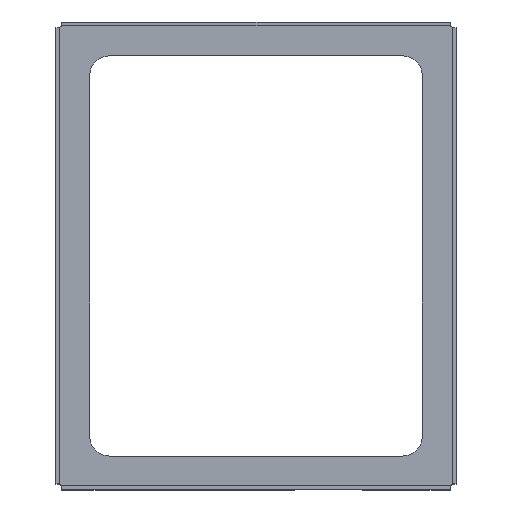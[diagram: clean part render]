
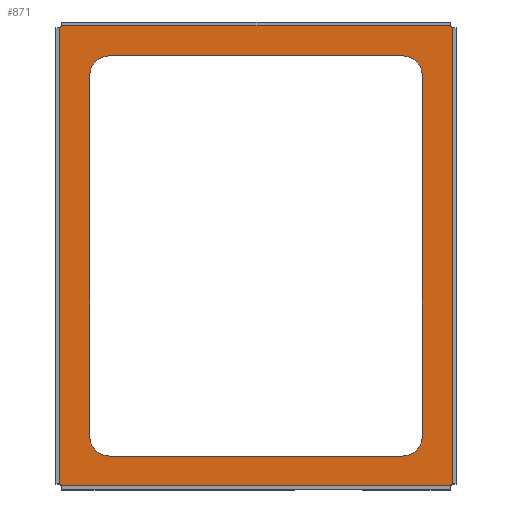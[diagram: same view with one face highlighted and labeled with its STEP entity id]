
A CAD part, top view. The second image highlights one B-rep face of the part: STEP entity #871.
In plain terms, the highlighted planar face has unit normal (0, 0, 1).
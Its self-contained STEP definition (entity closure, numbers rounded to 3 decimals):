
#51=FACE_BOUND('',#148,.T.);
#54=PLANE('',#986);
#97=FACE_OUTER_BOUND('',#147,.T.);
#147=EDGE_LOOP('',(#629,#630,#631,#632,#633,#634,#635,#636));
#148=EDGE_LOOP('',(#637,#638,#639,#640,#641,#642,#643,#644));
#199=LINE('',#1328,#303);
#202=LINE('',#1334,#306);
#203=LINE('',#1338,#307);
#204=LINE('',#1342,#308);
#205=LINE('',#1346,#309);
#206=LINE('',#1350,#310);
#207=LINE('',#1354,#311);
#208=LINE('',#1358,#312);
#303=VECTOR('',#1071,10.);
#306=VECTOR('',#1076,10.);
#307=VECTOR('',#1079,10.);
#308=VECTOR('',#1082,10.);
#309=VECTOR('',#1085,10.);
#310=VECTOR('',#1088,10.);
#311=VECTOR('',#1091,10.);
#312=VECTOR('',#1094,10.);
#405=CIRCLE('',#983,0.1);
#407=CIRCLE('',#987,0.1);
#408=CIRCLE('',#988,0.1);
#409=CIRCLE('',#989,0.1);
#410=CIRCLE('',#990,1.);
#411=CIRCLE('',#991,1.);
#412=CIRCLE('',#992,1.);
#413=CIRCLE('',#993,1.);
#421=VERTEX_POINT('',#1318);
#422=VERTEX_POINT('',#1319);
#425=VERTEX_POINT('',#1327);
#427=VERTEX_POINT('',#1333);
#428=VERTEX_POINT('',#1335);
#429=VERTEX_POINT('',#1337);
#430=VERTEX_POINT('',#1339);
#431=VERTEX_POINT('',#1341);
#432=VERTEX_POINT('',#1344);
#433=VERTEX_POINT('',#1345);
#434=VERTEX_POINT('',#1347);
#435=VERTEX_POINT('',#1349);
#436=VERTEX_POINT('',#1351);
#437=VERTEX_POINT('',#1353);
#438=VERTEX_POINT('',#1355);
#439=VERTEX_POINT('',#1357);
#501=EDGE_CURVE('',#421,#422,#405,.T.);
#505=EDGE_CURVE('',#425,#422,#199,.T.);
#508=EDGE_CURVE('',#421,#427,#202,.T.);
#509=EDGE_CURVE('',#428,#427,#407,.T.);
#510=EDGE_CURVE('',#428,#429,#203,.T.);
#511=EDGE_CURVE('',#430,#429,#408,.T.);
#512=EDGE_CURVE('',#430,#431,#204,.T.);
#513=EDGE_CURVE('',#425,#431,#409,.T.);
#514=EDGE_CURVE('',#432,#433,#205,.T.);
#515=EDGE_CURVE('',#434,#433,#410,.T.);
#516=EDGE_CURVE('',#434,#435,#206,.T.);
#517=EDGE_CURVE('',#436,#435,#411,.T.);
#518=EDGE_CURVE('',#436,#437,#207,.T.);
#519=EDGE_CURVE('',#438,#437,#412,.T.);
#520=EDGE_CURVE('',#438,#439,#208,.T.);
#521=EDGE_CURVE('',#432,#439,#413,.T.);
#629=ORIENTED_EDGE('',*,*,#501,.F.);
#630=ORIENTED_EDGE('',*,*,#508,.T.);
#631=ORIENTED_EDGE('',*,*,#509,.F.);
#632=ORIENTED_EDGE('',*,*,#510,.T.);
#633=ORIENTED_EDGE('',*,*,#511,.F.);
#634=ORIENTED_EDGE('',*,*,#512,.T.);
#635=ORIENTED_EDGE('',*,*,#513,.F.);
#636=ORIENTED_EDGE('',*,*,#505,.T.);
#637=ORIENTED_EDGE('',*,*,#514,.T.);
#638=ORIENTED_EDGE('',*,*,#515,.F.);
#639=ORIENTED_EDGE('',*,*,#516,.T.);
#640=ORIENTED_EDGE('',*,*,#517,.F.);
#641=ORIENTED_EDGE('',*,*,#518,.T.);
#642=ORIENTED_EDGE('',*,*,#519,.F.);
#643=ORIENTED_EDGE('',*,*,#520,.T.);
#644=ORIENTED_EDGE('',*,*,#521,.F.);
#871=ADVANCED_FACE('',(#97,#51),#54,.T.);
#983=AXIS2_PLACEMENT_3D('',#1320,#1063,#1064);
#986=AXIS2_PLACEMENT_3D('',#1332,#1074,#1075);
#987=AXIS2_PLACEMENT_3D('',#1336,#1077,#1078);
#988=AXIS2_PLACEMENT_3D('',#1340,#1080,#1081);
#989=AXIS2_PLACEMENT_3D('',#1343,#1083,#1084);
#990=AXIS2_PLACEMENT_3D('',#1348,#1086,#1087);
#991=AXIS2_PLACEMENT_3D('',#1352,#1089,#1090);
#992=AXIS2_PLACEMENT_3D('',#1356,#1092,#1093);
#993=AXIS2_PLACEMENT_3D('',#1359,#1095,#1096);
#1063=DIRECTION('center_axis',(0.,0.,-1.));
#1064=DIRECTION('ref_axis',(0.707,0.707,0.));
#1071=DIRECTION('',(0.,1.,0.));
#1074=DIRECTION('center_axis',(0.,0.,1.));
#1075=DIRECTION('ref_axis',(1.,0.,0.));
#1076=DIRECTION('',(-1.,0.,0.));
#1077=DIRECTION('center_axis',(0.,0.,-1.));
#1078=DIRECTION('ref_axis',(-0.707,0.707,0.));
#1079=DIRECTION('',(0.,-1.,0.));
#1080=DIRECTION('center_axis',(0.,0.,-1.));
#1081=DIRECTION('ref_axis',(-0.707,-0.707,0.));
#1082=DIRECTION('',(1.,0.,0.));
#1083=DIRECTION('center_axis',(0.,0.,-1.));
#1084=DIRECTION('ref_axis',(0.707,-0.707,0.));
#1085=DIRECTION('',(-1.,0.,0.));
#1086=DIRECTION('center_axis',(0.,0.,1.));
#1087=DIRECTION('ref_axis',(-0.707,-0.707,0.));
#1088=DIRECTION('',(0.,1.,0.));
#1089=DIRECTION('center_axis',(0.,0.,1.));
#1090=DIRECTION('ref_axis',(-0.707,0.707,0.));
#1091=DIRECTION('',(1.,0.,0.));
#1092=DIRECTION('center_axis',(0.,0.,1.));
#1093=DIRECTION('ref_axis',(0.707,0.707,0.));
#1094=DIRECTION('',(0.,-1.,0.));
#1095=DIRECTION('center_axis',(0.,0.,1.));
#1096=DIRECTION('ref_axis',(0.707,-0.707,0.));
#1318=CARTESIAN_POINT('',(19.6,0.,0.2));
#1319=CARTESIAN_POINT('',(19.7,-0.1,0.2));
#1320=CARTESIAN_POINT('Origin',(19.6,-0.1,0.2));
#1327=CARTESIAN_POINT('',(19.7,-23.,0.2));
#1328=CARTESIAN_POINT('',(19.7,-23.,0.2));
#1332=CARTESIAN_POINT('Origin',(9.85,-11.55,0.2));
#1333=CARTESIAN_POINT('',(0.1,0.,0.2));
#1334=CARTESIAN_POINT('',(19.7,0.,0.2));
#1335=CARTESIAN_POINT('',(0.,-0.1,0.2));
#1336=CARTESIAN_POINT('Origin',(0.1,-0.1,0.2));
#1337=CARTESIAN_POINT('',(0.,-23.,0.2));
#1338=CARTESIAN_POINT('',(0.,-0.1,0.2));
#1339=CARTESIAN_POINT('',(0.1,-23.1,0.2));
#1340=CARTESIAN_POINT('Origin',(0.1,-23.,0.2));
#1341=CARTESIAN_POINT('',(19.6,-23.1,0.2));
#1342=CARTESIAN_POINT('',(0.1,-23.1,0.2));
#1343=CARTESIAN_POINT('Origin',(19.6,-23.,0.2));
#1344=CARTESIAN_POINT('',(17.2,-21.6,0.2));
#1345=CARTESIAN_POINT('',(2.5,-21.6,0.2));
#1346=CARTESIAN_POINT('',(18.2,-21.6,0.2));
#1347=CARTESIAN_POINT('',(1.5,-20.6,0.2));
#1348=CARTESIAN_POINT('Origin',(2.5,-20.6,0.2));
#1349=CARTESIAN_POINT('',(1.5,-2.5,0.2));
#1350=CARTESIAN_POINT('',(1.5,-21.6,0.2));
#1351=CARTESIAN_POINT('',(2.5,-1.5,0.2));
#1352=CARTESIAN_POINT('Origin',(2.5,-2.5,0.2));
#1353=CARTESIAN_POINT('',(17.2,-1.5,0.2));
#1354=CARTESIAN_POINT('',(1.5,-1.5,0.2));
#1355=CARTESIAN_POINT('',(18.2,-2.5,0.2));
#1356=CARTESIAN_POINT('Origin',(17.2,-2.5,0.2));
#1357=CARTESIAN_POINT('',(18.2,-20.6,0.2));
#1358=CARTESIAN_POINT('',(18.2,-1.5,0.2));
#1359=CARTESIAN_POINT('Origin',(17.2,-20.6,0.2));
